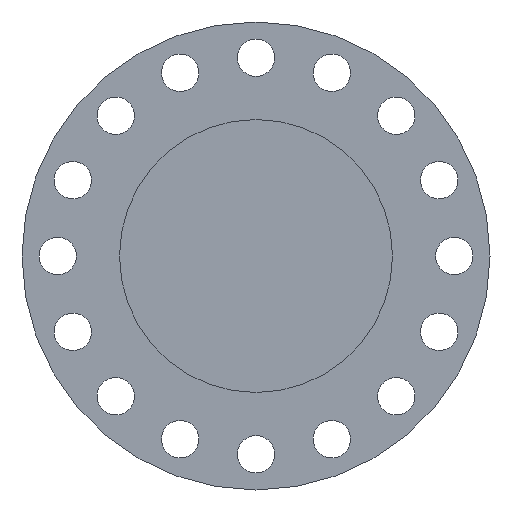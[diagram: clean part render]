
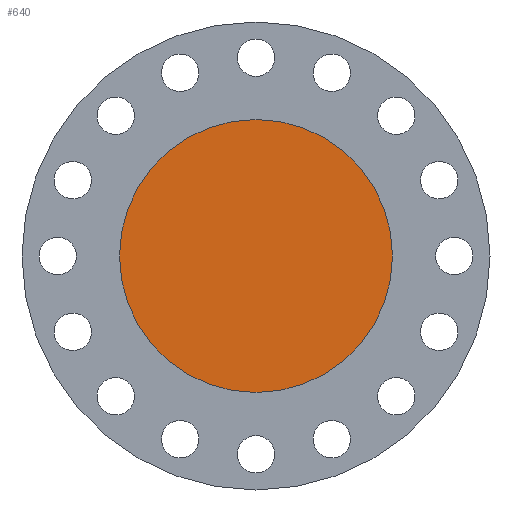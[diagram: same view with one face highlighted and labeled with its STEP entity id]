
A CAD part, left-side view. The second image highlights one B-rep face of the part: STEP entity #640.
In plain terms, the highlighted planar face has unit normal (-1, 0, 0).
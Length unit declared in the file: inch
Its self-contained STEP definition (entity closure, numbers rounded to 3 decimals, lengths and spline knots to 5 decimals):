
#126 = AXIS2_PLACEMENT_3D ( 'NONE', #1267, #367, #1151 ) ;
#205 = EDGE_CURVE ( 'NONE', #861, #1309, #337, .T. ) ;
#337 = CIRCLE ( 'NONE', #126, 10.5 ) ;
#348 = DIRECTION ( 'NONE',  ( 0., 0., 1. ) ) ;
#367 = DIRECTION ( 'NONE',  ( -1., 0., 0. ) ) ;
#368 = CARTESIAN_POINT ( 'NONE',  ( 0., 0., 10.5 ) ) ;
#392 = ORIENTED_EDGE ( 'NONE', *, *, #1089, .T. ) ;
#397 = DIRECTION ( 'NONE',  ( 0., 0., 1. ) ) ;
#441 = CIRCLE ( 'NONE', #772, 10.5 ) ;
#640 = ADVANCED_FACE ( 'NONE', ( #1168 ), #1075, .T. ) ;
#666 = ORIENTED_EDGE ( 'NONE', *, *, #205, .T. ) ;
#679 = CARTESIAN_POINT ( 'NONE',  ( 0., 0., -10.5 ) ) ;
#702 = AXIS2_PLACEMENT_3D ( 'NONE', #1398, #1383, #397 ) ;
#703 = DIRECTION ( 'NONE',  ( -1., 0., 0. ) ) ;
#772 = AXIS2_PLACEMENT_3D ( 'NONE', #1126, #703, #348 ) ;
#861 = VERTEX_POINT ( 'NONE', #368 ) ;
#1075 = PLANE ( 'NONE',  #702 ) ;
#1089 = EDGE_CURVE ( 'NONE', #1309, #861, #441, .T. ) ;
#1126 = CARTESIAN_POINT ( 'NONE',  ( 0., 0., 0. ) ) ;
#1151 = DIRECTION ( 'NONE',  ( 0., 0., 1. ) ) ;
#1168 = FACE_OUTER_BOUND ( 'NONE', #1384, .T. ) ;
#1267 = CARTESIAN_POINT ( 'NONE',  ( 0., 0., 0. ) ) ;
#1309 = VERTEX_POINT ( 'NONE', #679 ) ;
#1383 = DIRECTION ( 'NONE',  ( -1., 0., 0. ) ) ;
#1384 = EDGE_LOOP ( 'NONE', ( #666, #392 ) ) ;
#1398 = CARTESIAN_POINT ( 'NONE',  ( 0., 0., 0. ) ) ;
